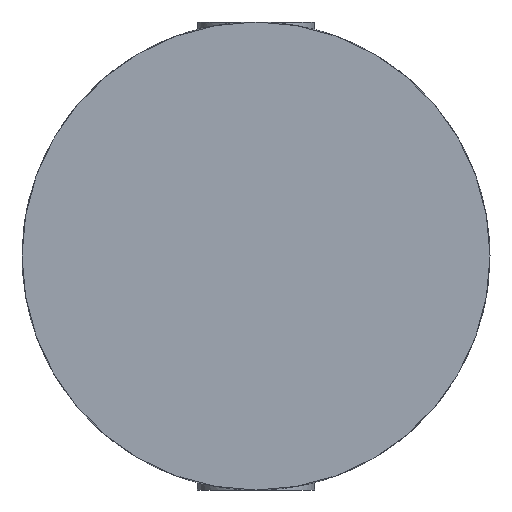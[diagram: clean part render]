
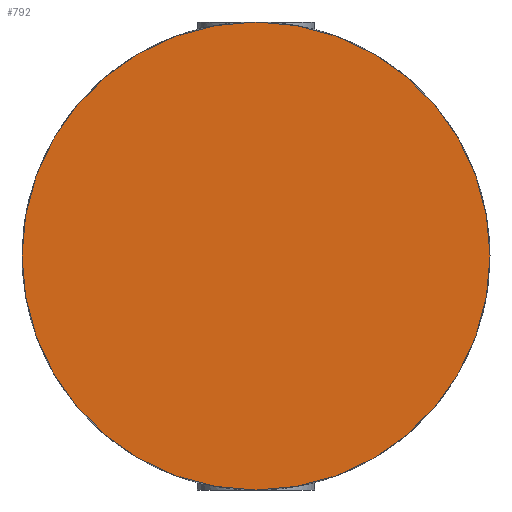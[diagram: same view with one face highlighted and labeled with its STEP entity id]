
A CAD part, front view. The second image highlights one B-rep face of the part: STEP entity #792.
In plain terms, the highlighted planar face has unit normal (0, -1, 0).
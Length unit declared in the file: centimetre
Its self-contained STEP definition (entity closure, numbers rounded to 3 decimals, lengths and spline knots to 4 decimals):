
#11 = EDGE_LOOP ( 'NONE', ( #600, #68 ) ) ;
#67 = VERTEX_POINT ( 'NONE', #334 ) ;
#68 = ORIENTED_EDGE ( 'NONE', *, *, #880, .F. ) ;
#69 = CARTESIAN_POINT ( 'NONE',  ( 0., 0., 0. ) ) ;
#73 = CARTESIAN_POINT ( 'NONE',  ( 0., 0., -50. ) ) ;
#123 = DIRECTION ( 'NONE',  ( 0., 0., 1. ) ) ;
#216 = FACE_OUTER_BOUND ( 'NONE', #11, .T. ) ;
#300 = CARTESIAN_POINT ( 'NONE',  ( 0., 0., 0. ) ) ;
#334 = CARTESIAN_POINT ( 'NONE',  ( 0., 0., 50. ) ) ;
#450 = CIRCLE ( 'NONE', #856, 50. ) ;
#458 = AXIS2_PLACEMENT_3D ( 'NONE', #300, #1052, #123 ) ;
#484 = DIRECTION ( 'NONE',  ( 0., 1., 0. ) ) ;
#549 = DIRECTION ( 'NONE',  ( 0., 1., 0. ) ) ;
#600 = ORIENTED_EDGE ( 'NONE', *, *, #728, .F. ) ;
#633 = PLANE ( 'NONE',  #458 ) ;
#718 = CIRCLE ( 'NONE', #973, 50. ) ;
#728 = EDGE_CURVE ( 'NONE', #1024, #67, #450, .T. ) ;
#745 = DIRECTION ( 'NONE',  ( 0., 0., 1. ) ) ;
#792 = ADVANCED_FACE ( 'NONE', ( #216 ), #633, .F. ) ;
#807 = CARTESIAN_POINT ( 'NONE',  ( 0., 0., 0. ) ) ;
#856 = AXIS2_PLACEMENT_3D ( 'NONE', #807, #549, #897 ) ;
#880 = EDGE_CURVE ( 'NONE', #67, #1024, #718, .T. ) ;
#897 = DIRECTION ( 'NONE',  ( 0., 0., 1. ) ) ;
#973 = AXIS2_PLACEMENT_3D ( 'NONE', #69, #484, #745 ) ;
#1024 = VERTEX_POINT ( 'NONE', #73 ) ;
#1052 = DIRECTION ( 'NONE',  ( 0., 1., 0. ) ) ;
